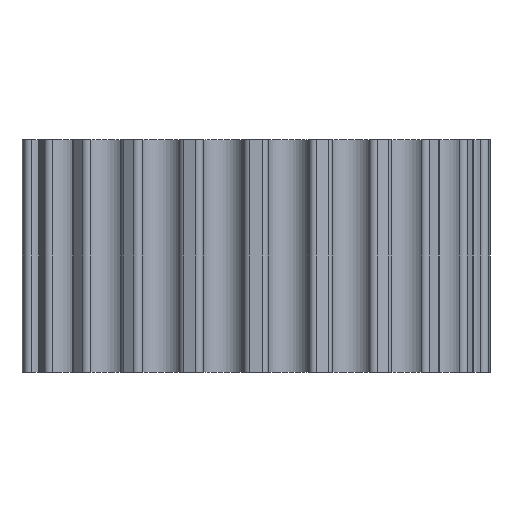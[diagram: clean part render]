
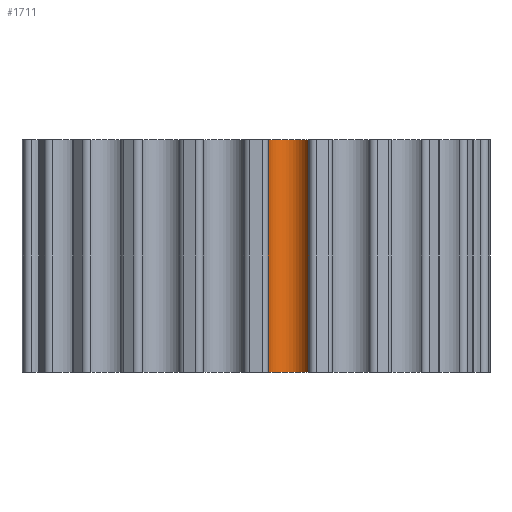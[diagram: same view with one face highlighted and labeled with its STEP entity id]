
A CAD part, left-side view. The second image highlights one B-rep face of the part: STEP entity #1711.
In plain terms, the highlighted cylindrical face has radius 0.89 mm (diameter 1.78 mm), a partial arc.
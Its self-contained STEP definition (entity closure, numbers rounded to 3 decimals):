
#105=CIRCLE('',#1903,0.89);
#106=CIRCLE('',#1904,0.89);
#194=CYLINDRICAL_SURFACE('',#1902,0.89);
#275=FACE_OUTER_BOUND('',#365,.T.);
#365=EDGE_LOOP('',(#1333,#1334,#1335,#1336));
#485=LINE('',#2915,#617);
#486=LINE('',#2921,#618);
#617=VECTOR('',#2361,10.);
#618=VECTOR('',#2368,10.);
#777=VERTEX_POINT('',#2911);
#778=VERTEX_POINT('',#2913);
#779=VERTEX_POINT('',#2917);
#780=VERTEX_POINT('',#2919);
#1011=EDGE_CURVE('',#777,#778,#485,.T.);
#1012=EDGE_CURVE('',#777,#779,#105,.T.);
#1013=EDGE_CURVE('',#780,#778,#106,.T.);
#1014=EDGE_CURVE('',#779,#780,#486,.T.);
#1333=ORIENTED_EDGE('',*,*,#1012,.F.);
#1334=ORIENTED_EDGE('',*,*,#1011,.T.);
#1335=ORIENTED_EDGE('',*,*,#1013,.F.);
#1336=ORIENTED_EDGE('',*,*,#1014,.F.);
#1711=ADVANCED_FACE('',(#275),#194,.F.);
#1902=AXIS2_PLACEMENT_3D('',#2916,#2362,#2363);
#1903=AXIS2_PLACEMENT_3D('',#2918,#2364,#2365);
#1904=AXIS2_PLACEMENT_3D('',#2920,#2366,#2367);
#2361=DIRECTION('',(0.,0.,1.));
#2362=DIRECTION('center_axis',(0.,0.,1.));
#2363=DIRECTION('ref_axis',(0.99,0.142,0.));
#2364=DIRECTION('center_axis',(0.,0.,1.));
#2365=DIRECTION('ref_axis',(0.99,0.142,0.));
#2366=DIRECTION('center_axis',(0.,0.,-1.));
#2367=DIRECTION('ref_axis',(0.99,0.142,0.));
#2368=DIRECTION('',(0.,0.,1.));
#2911=CARTESIAN_POINT('',(-9.584,-2.277,0.));
#2913=CARTESIAN_POINT('',(-9.584,-2.277,10.));
#2915=CARTESIAN_POINT('',(-9.584,-2.277,0.));
#2916=CARTESIAN_POINT('Origin',(-9.715,-1.397,0.));
#2917=CARTESIAN_POINT('',(-9.837,-0.515,0.));
#2918=CARTESIAN_POINT('Origin',(-9.715,-1.397,0.));
#2919=CARTESIAN_POINT('',(-9.837,-0.515,10.));
#2920=CARTESIAN_POINT('Origin',(-9.715,-1.397,10.));
#2921=CARTESIAN_POINT('',(-9.837,-0.515,0.));
